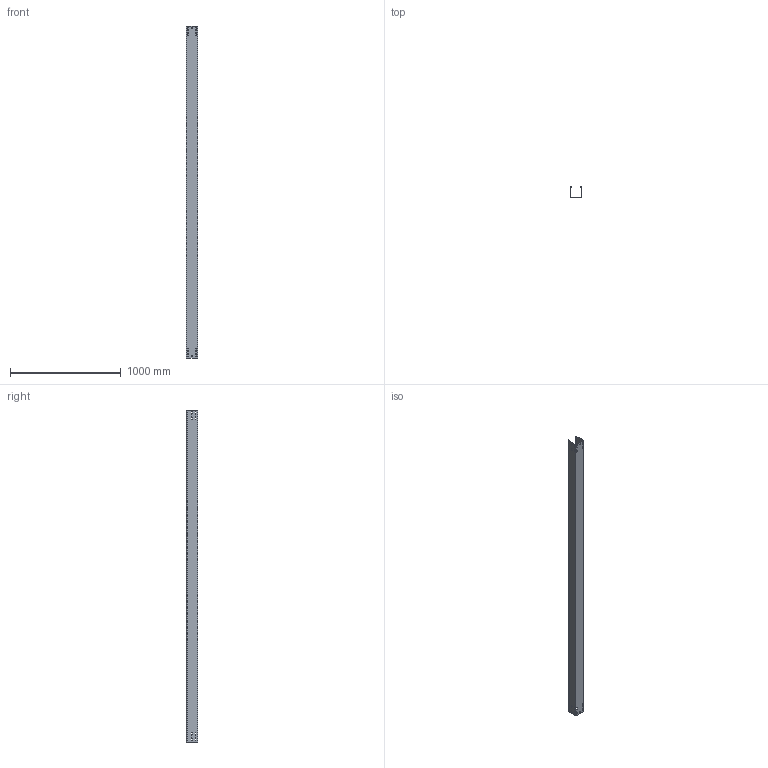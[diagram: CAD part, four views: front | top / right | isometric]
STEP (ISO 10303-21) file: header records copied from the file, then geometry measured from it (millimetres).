
FILE_DESCRIPTION (( 'STEP AP203' ), '1' );
FILE_NAME ('CLN10-100-100-150-3 Ëîòîê íåïåðôîðèðîâàííûé ESCA 100õ100õ3000-1,5 IEK.STEP', '2021-10-04T14:42:18', ( '' ), ( '' ), 'SwSTEP 2.0', 'SolidWorks 2017', '' );
FILE_SCHEMA (( 'CONFIG_CONTROL_DESIGN' ));
Length unit declared in the file: millimetre
Products named in the file (1): CLN10-100-100-150-3 Ëîòîê íåïåðôîðèðîâàííûé ESCA 100õ100õ3000-1,5 IEK
Bounding box: 100 x 99.97 x 3000 mm (x, y, z)
Volume: 1633963.1 mm3; surface area: 1857900.6 mm2
Topology: 1 solids, 1 shells, 172 faces, 510 edges, 340 vertices
Faces by surface type: plane 92, cylinder 80
Entity records: 5975 total; most frequent: CARTESIAN_POINT 1023, ORIENTED_EDGE 1020, DIRECTION 1016, EDGE_CURVE 510, LINE 350, VECTOR 350, VERTEX_POINT 340, AXIS2_PLACEMENT_3D 333
